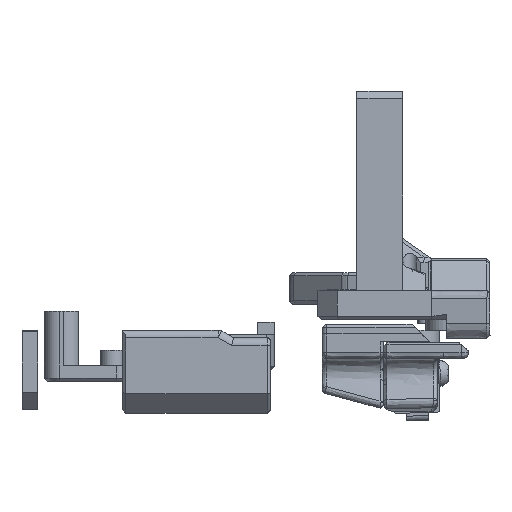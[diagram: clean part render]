
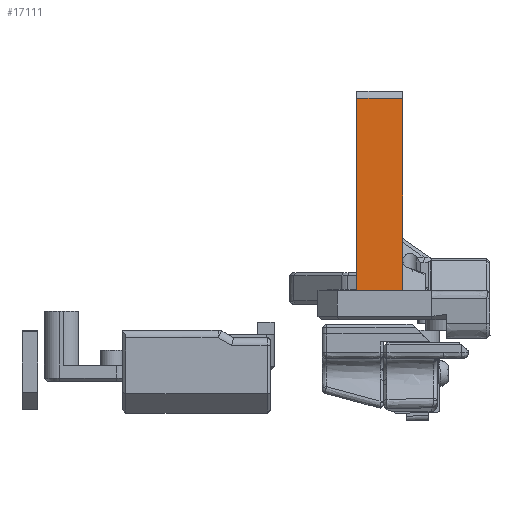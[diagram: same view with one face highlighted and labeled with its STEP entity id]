
A CAD part, left-side view. The second image highlights one B-rep face of the part: STEP entity #17111.
In plain terms, the highlighted face is planar.
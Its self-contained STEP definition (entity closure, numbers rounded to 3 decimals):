
#1918=PLANE('',#18424);
#2605=FACE_OUTER_BOUND('',#3631,.T.);
#3631=EDGE_LOOP('',(#13117,#13118,#13119,#13120));
#4795=LINE('',#29562,#6213);
#4796=LINE('',#29564,#6214);
#4797=LINE('',#29566,#6215);
#4798=LINE('',#29567,#6216);
#6213=VECTOR('',#20633,10.);
#6214=VECTOR('',#20634,10.);
#6215=VECTOR('',#20635,10.);
#6216=VECTOR('',#20636,10.);
#7829=VERTEX_POINT('',#29560);
#7830=VERTEX_POINT('',#29561);
#7831=VERTEX_POINT('',#29563);
#7832=VERTEX_POINT('',#29565);
#9765=EDGE_CURVE('',#7829,#7830,#4795,.T.);
#9766=EDGE_CURVE('',#7829,#7831,#4796,.F.);
#9767=EDGE_CURVE('',#7831,#7832,#4797,.T.);
#9768=EDGE_CURVE('',#7832,#7830,#4798,.T.);
#13117=ORIENTED_EDGE('',*,*,#9765,.F.);
#13118=ORIENTED_EDGE('',*,*,#9766,.T.);
#13119=ORIENTED_EDGE('',*,*,#9767,.T.);
#13120=ORIENTED_EDGE('',*,*,#9768,.T.);
#17111=ADVANCED_FACE('',(#2605),#1918,.F.);
#18424=AXIS2_PLACEMENT_3D('',#29559,#20631,#20632);
#20631=DIRECTION('center_axis',(0.,1.,0.));
#20632=DIRECTION('ref_axis',(0.,0.,
-1.));
#20633=DIRECTION('',(-1.,0.,0.));
#20634=DIRECTION('',(0.,0.,-1.));
#20635=DIRECTION('',(-1.,0.,0.));
#20636=DIRECTION('',(0.,0.,-1.));
#29559=CARTESIAN_POINT('Origin',(132.938,-56.182,2.399));
#29560=CARTESIAN_POINT('',(133.652,-56.182,-24.829));
#29561=CARTESIAN_POINT('',(127.738,-56.182,-24.829));
#29562=CARTESIAN_POINT('',(133.407,-56.182,-24.829));
#29563=CARTESIAN_POINT('',(133.652,-56.182,-0.079));
#29564=CARTESIAN_POINT('',(133.652,-56.182,0.142));
#29565=CARTESIAN_POINT('',(127.738,-56.182,-0.079));
#29566=CARTESIAN_POINT('',(132.542,-56.182,-0.079));
#29567=CARTESIAN_POINT('',(127.738,-56.182,-13.417));
